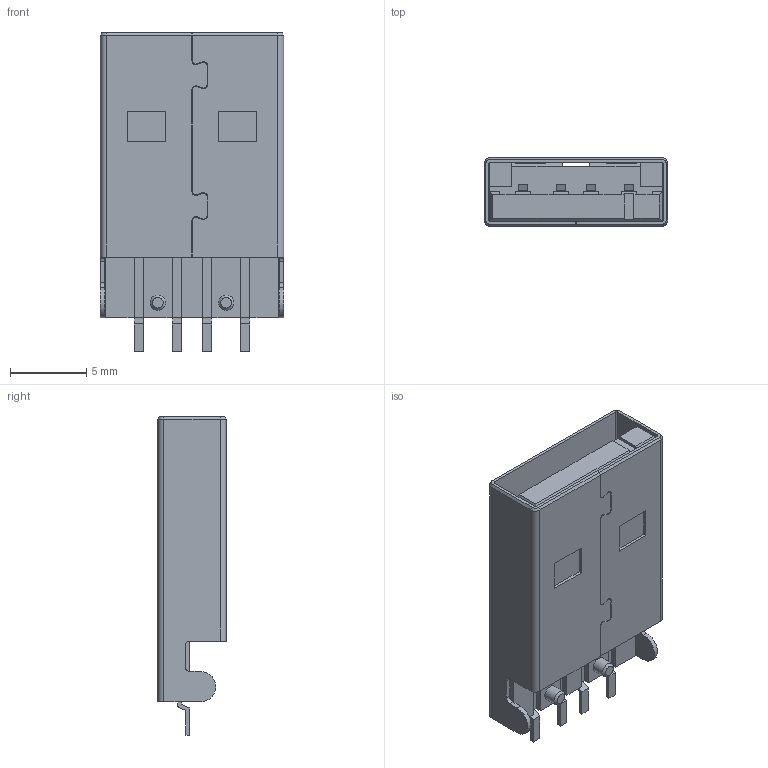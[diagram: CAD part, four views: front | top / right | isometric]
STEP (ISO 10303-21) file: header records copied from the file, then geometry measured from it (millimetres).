
FILE_DESCRIPTION(/* description */ (''),/* implementation_level */ '2;1');
FILE_NAME(/* name */ 'USB-MOLEX-0480372200.stp',/* time_stamp */ '2025-04-07T12:35:00+02:00',/* author */ ('remi.decoster'),/* organization */ (''),/* preprocessor_version */ 'ST-DEVELOPER v18.1',/* originating_system */ 'Autodesk Inventor 2021',/* authorisation */ '');
FILE_SCHEMA (('CONFIG_CONTROL_DESIGN'));
Length unit declared in the file: millimetre
Products named in the file (1): USB-MOLEX-0480372200
Bounding box: 12.05 x 4.5 x 20.95 mm (x, y, z)
Volume: 648.7 mm3; surface area: 1801.9 mm2
Topology: 1 solids, 1 shells, 284 faces, 805 edges, 522 vertices
Faces by surface type: plane 216, cylinder 54, bspline 8, cone 6
Full cylindrical faces by diameter (mm): 1 x2
Entity records: 9687 total; most frequent: CARTESIAN_POINT 1810, ORIENTED_EDGE 1610, DIRECTION 1489, EDGE_CURVE 805, LINE 671, VECTOR 671, VERTEX_POINT 522, AXIS2_PLACEMENT_3D 409
